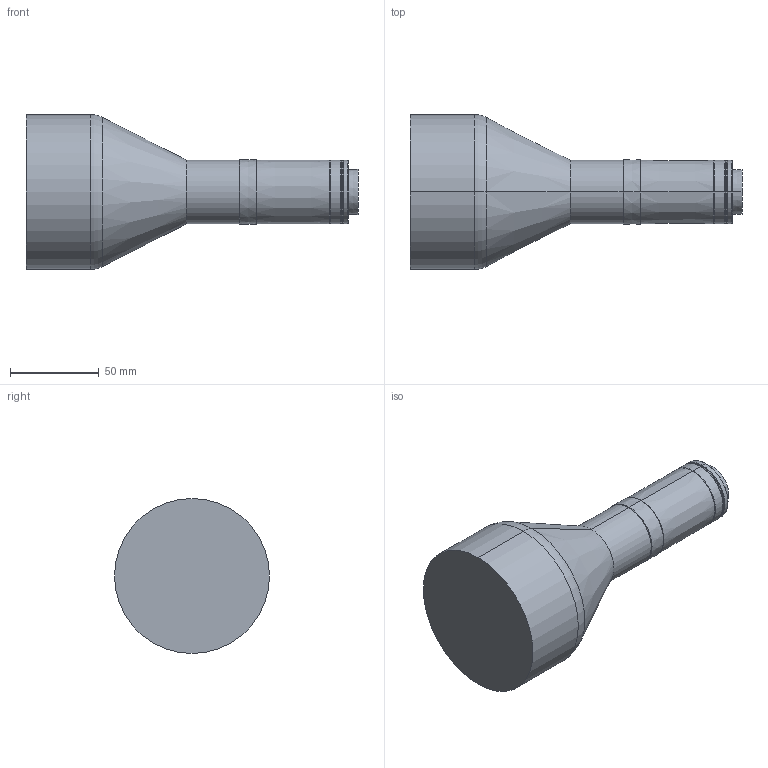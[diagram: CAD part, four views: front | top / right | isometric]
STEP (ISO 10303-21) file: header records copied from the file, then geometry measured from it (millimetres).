
FILE_DESCRIPTION (( 'STEP AP214' ), '1' );
FILE_NAME ('610018.STEP', '2019-10-21T05:37:11', ( '' ), ( '' ), 'SwSTEP 2.0', 'SolidWorks 2016', '' );
FILE_SCHEMA (( 'AUTOMOTIVE_DESIGN' ));
Length unit declared in the file: millimetre
Products named in the file (1): 610018
Bounding box: 187.18 x 87.4 x 87.4 mm (x, y, z)
Surface area: 51823.2 mm2 (no closed solid volume)
Topology: 0 solids, 6 shells, 73 faces, 166 edges, 100 vertices
Faces by surface type: cone 32, cylinder 21, plane 12, bspline 6, torus 2
Entity records: 2329 total; most frequent: CARTESIAN_POINT 640, DIRECTION 372, ORIENTED_EDGE 312, EDGE_CURVE 162, AXIS2_PLACEMENT_3D 156, VERTEX_POINT 100, CIRCLE 88, EDGE_LOOP 80
